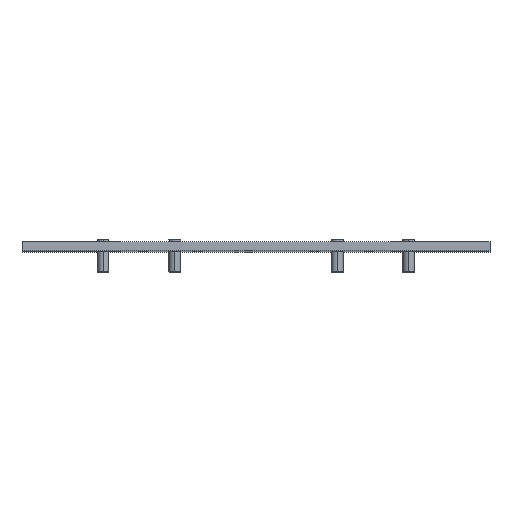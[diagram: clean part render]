
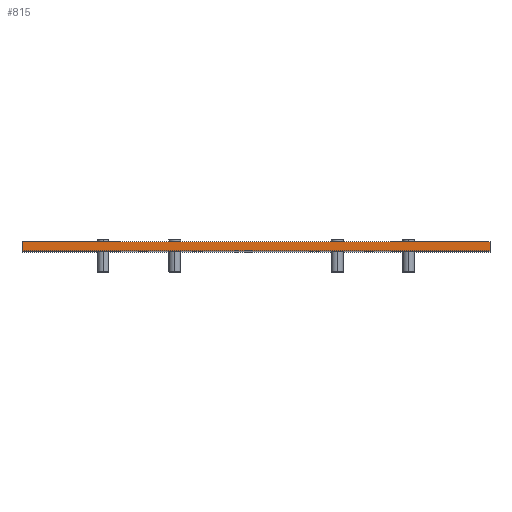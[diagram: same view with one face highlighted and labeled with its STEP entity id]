
A CAD part, top view. The second image highlights one B-rep face of the part: STEP entity #815.
In plain terms, the highlighted planar face has unit normal (0, 0, 1).
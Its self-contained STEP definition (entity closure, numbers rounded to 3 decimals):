
#66 = CARTESIAN_POINT ( 'NONE',  ( 131., 5.26, 190. ) ) ;
#106 = VECTOR ( 'NONE', #601, 1000. ) ;
#152 = DIRECTION ( 'NONE',  ( 0., -1., 0. ) ) ;
#200 = CARTESIAN_POINT ( 'NONE',  ( 131., 5.26, 190. ) ) ;
#236 = CARTESIAN_POINT ( 'NONE',  ( 131., 5.26, 190. ) ) ;
#268 = FACE_OUTER_BOUND ( 'NONE', #1366, .T. ) ;
#292 = CARTESIAN_POINT ( 'NONE',  ( 131., 0., 190. ) ) ;
#293 = EDGE_CURVE ( 'Edge2', #1560, #866, #611, .T. ) ;
#487 = CARTESIAN_POINT ( 'NONE',  ( 131., 5.26, 190. ) ) ;
#523 = VECTOR ( 'NONE', #152, 1000. ) ;
#524 = LINE ( 'NONE', #200, #2057 ) ;
#601 = DIRECTION ( 'NONE',  ( 0., -1., 0. ) ) ;
#609 = EDGE_CURVE ( 'Edge1', #1227, #1199, #1589, .T. ) ;
#611 = LINE ( 'NONE', #236, #106 ) ;
#631 = CARTESIAN_POINT ( 'NONE',  ( -131., 0., 190. ) ) ;
#656 = EDGE_CURVE ( 'Edge6', #1199, #866, #1071, .T. ) ;
#658 = PLANE ( 'NONE',  #2031 ) ;
#705 = CARTESIAN_POINT ( 'NONE',  ( -131., 5.26, 190. ) ) ;
#717 = DIRECTION ( 'NONE',  ( 1., 0., 0. ) ) ;
#721 = DIRECTION ( 'NONE',  ( 1., 0., 0. ) ) ;
#815 = ADVANCED_FACE ( 'Face3', ( #268 ), #658, .F. ) ;
#866 = VERTEX_POINT ( 'NONE', #292 ) ;
#1071 = LINE ( 'NONE', #2329, #1241 ) ;
#1144 = ORIENTED_EDGE ( 'NONE', *, *, #2212, .F. ) ;
#1199 = VERTEX_POINT ( 'NONE', #631 ) ;
#1227 = VERTEX_POINT ( 'NONE', #1906 ) ;
#1241 = VECTOR ( 'NONE', #717, 1000. ) ;
#1366 = EDGE_LOOP ( 'NONE', ( #1885, #1392, #1144, #2182 ) ) ;
#1392 = ORIENTED_EDGE ( 'NONE', *, *, #293, .F. ) ;
#1560 = VERTEX_POINT ( 'NONE', #487 ) ;
#1589 = LINE ( 'NONE', #705, #523 ) ;
#1885 = ORIENTED_EDGE ( 'NONE', *, *, #656, .T. ) ;
#1906 = CARTESIAN_POINT ( 'NONE',  ( -131., 5.26, 190. ) ) ;
#1923 = DIRECTION ( 'NONE',  ( -1., 0., 0. ) ) ;
#2031 = AXIS2_PLACEMENT_3D ( 'NONE', #66, #2085, #1923 ) ;
#2057 = VECTOR ( 'NONE', #721, 1000. ) ;
#2085 = DIRECTION ( 'NONE',  ( 0., 0., -1. ) ) ;
#2182 = ORIENTED_EDGE ( 'NONE', *, *, #609, .T. ) ;
#2212 = EDGE_CURVE ( 'Edge4', #1227, #1560, #524, .T. ) ;
#2329 = CARTESIAN_POINT ( 'NONE',  ( 131., 0., 190. ) ) ;
